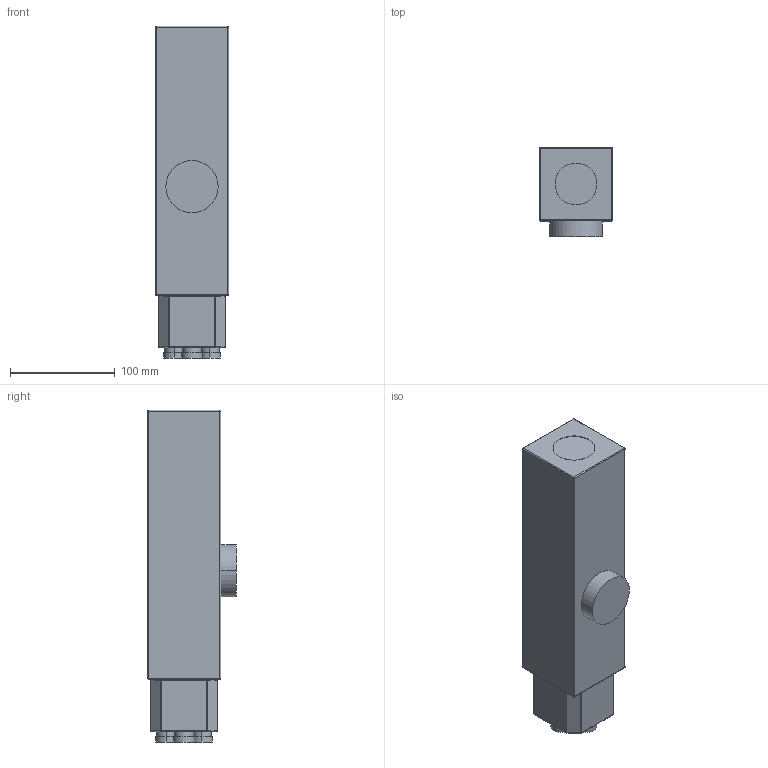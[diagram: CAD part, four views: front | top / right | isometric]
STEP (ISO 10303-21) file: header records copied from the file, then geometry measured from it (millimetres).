
FILE_DESCRIPTION((''),'2;1');
FILE_NAME('EDM120_F400432A','2006-01-03T',('Pepperl+Fuchs'),('Industriehansa'),'PRO/ENGINEER BY PARAMETRIC TECHNOLOGY CORPORATION, 2005290','PRO/ENGINEER BY PARAMETRIC TECHNOLOGY CORPORATION, 2005290','');
FILE_SCHEMA(('AUTOMOTIVE_DESIGN_CC2 { 1 2 10303 214 -1 1 5 2 }'));
Length unit declared in the file: millimetre
Products named in the file (1): EDM120_F400432A
Bounding box: 70 x 85 x 317.2 mm (x, y, z)
Volume: 1486886.6 mm3; surface area: 99839.6 mm2
Topology: 1 solids, 1 shells, 117 faces, 261 edges, 186 vertices
Faces by surface type: cylinder 64, plane 29, sphere 16, torus 8
Entity records: 4532 total; most frequent: DIRECTION 633, CARTESIAN_POINT 517, ORIENTED_EDGE 472, PRESENTATION_STYLE_ASSIGNMENT 308, STYLED_ITEM 273, CURVE_STYLE 264, AXIS2_PLACEMENT_3D 254, EDGE_CURVE 236
